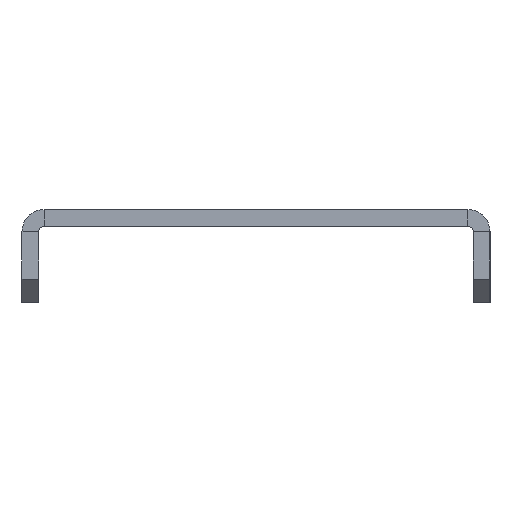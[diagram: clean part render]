
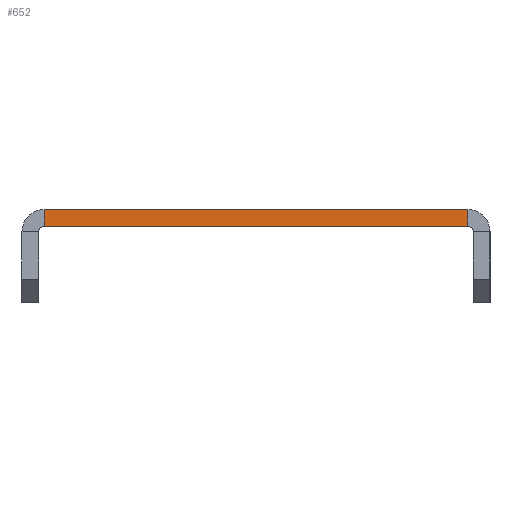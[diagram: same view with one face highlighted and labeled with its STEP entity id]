
A CAD part, left-side view. The second image highlights one B-rep face of the part: STEP entity #652.
In plain terms, the highlighted planar face has unit normal (-1, 0, 0).
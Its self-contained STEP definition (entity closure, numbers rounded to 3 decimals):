
#78 = CARTESIAN_POINT ( 'NONE',  ( 0., 60.977, 0. ) ) ;
#87 = LINE ( 'NONE', #1360, #604 ) ;
#110 = CARTESIAN_POINT ( 'NONE',  ( 0., 60.977, 0. ) ) ;
#113 = FACE_OUTER_BOUND ( 'NONE', #597, .T. ) ;
#120 = LINE ( 'NONE', #2094, #917 ) ;
#187 = LINE ( 'NONE', #1912, #1200 ) ;
#394 = DIRECTION ( 'NONE',  ( 0., 0., 1. ) ) ;
#406 = ORIENTED_EDGE ( 'NONE', *, *, #645, .F. ) ;
#422 = CARTESIAN_POINT ( 'NONE',  ( 0., 61.714, -3.023 ) ) ;
#511 = VERTEX_POINT ( 'NONE', #78 ) ;
#586 = EDGE_CURVE ( 'NONE', #1673, #1839, #87, .T. ) ;
#587 = DIRECTION ( 'NONE',  ( 0., 0., 1. ) ) ;
#597 = EDGE_LOOP ( 'NONE', ( #406, #1764, #874, #1604 ) ) ;
#604 = VECTOR ( 'NONE', #394, 1000. ) ;
#645 = EDGE_CURVE ( 'NONE', #511, #1839, #187, .T. ) ;
#652 = ADVANCED_FACE ( 'NONE', ( #113 ), #1542, .T. ) ;
#714 = EDGE_CURVE ( 'NONE', #511, #903, #834, .T. ) ;
#732 = VECTOR ( 'NONE', #1549, 1000. ) ;
#834 = LINE ( 'NONE', #110, #732 ) ;
#863 = AXIS2_PLACEMENT_3D ( 'NONE', #422, #906, #587 ) ;
#874 = ORIENTED_EDGE ( 'NONE', *, *, #1144, .T. ) ;
#903 = VERTEX_POINT ( 'NONE', #1027 ) ;
#906 = DIRECTION ( 'NONE',  ( -1., 0., 0. ) ) ;
#917 = VECTOR ( 'NONE', #1784, 1000. ) ;
#1027 = CARTESIAN_POINT ( 'NONE',  ( 0., 60.977, -2.286 ) ) ;
#1144 = EDGE_CURVE ( 'NONE', #903, #1673, #120, .T. ) ;
#1200 = VECTOR ( 'NONE', #1899, 1000. ) ;
#1249 = CARTESIAN_POINT ( 'NONE',  ( 0., 3.023, 0. ) ) ;
#1360 = CARTESIAN_POINT ( 'NONE',  ( 0., 3.023, -2.286 ) ) ;
#1542 = PLANE ( 'NONE',  #863 ) ;
#1549 = DIRECTION ( 'NONE',  ( 0., 0., -1. ) ) ;
#1604 = ORIENTED_EDGE ( 'NONE', *, *, #586, .T. ) ;
#1673 = VERTEX_POINT ( 'NONE', #1900 ) ;
#1764 = ORIENTED_EDGE ( 'NONE', *, *, #714, .T. ) ;
#1784 = DIRECTION ( 'NONE',  ( 0., -1., 0. ) ) ;
#1839 = VERTEX_POINT ( 'NONE', #1249 ) ;
#1899 = DIRECTION ( 'NONE',  ( 0., -1., 0. ) ) ;
#1900 = CARTESIAN_POINT ( 'NONE',  ( 0., 3.023, -2.286 ) ) ;
#1912 = CARTESIAN_POINT ( 'NONE',  ( 0., 0., 0. ) ) ;
#2094 = CARTESIAN_POINT ( 'NONE',  ( 0., 0., -2.286 ) ) ;
